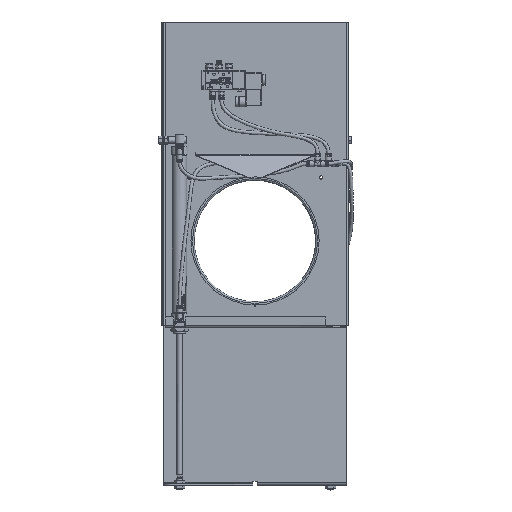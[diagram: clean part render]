
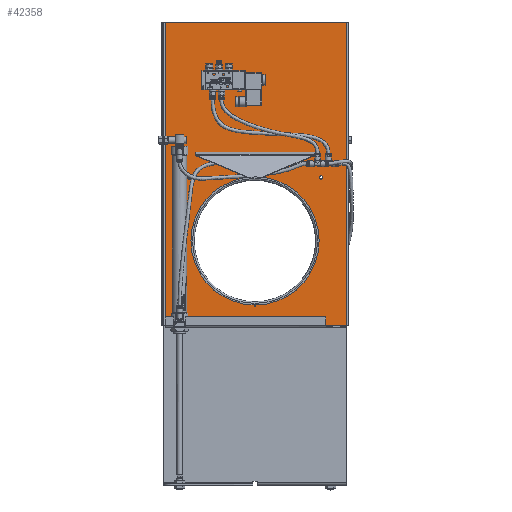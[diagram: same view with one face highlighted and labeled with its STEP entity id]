
A CAD part, top view. The second image highlights one B-rep face of the part: STEP entity #42358.
In plain terms, the highlighted planar face has unit normal (0, 0, 1).
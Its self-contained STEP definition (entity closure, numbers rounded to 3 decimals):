
#3952=FACE_BOUND('',#8291,.T.);
#3953=FACE_BOUND('',#8292,.T.);
#3954=FACE_BOUND('',#8293,.T.);
#3955=FACE_BOUND('',#8294,.T.);
#3956=FACE_BOUND('',#8295,.T.);
#4528=PLANE('',#44975);
#5713=FACE_OUTER_BOUND('',#8290,.T.);
#8290=EDGE_LOOP('',(#29685,#29686,#29687,#29688));
#8291=EDGE_LOOP('',(#29689));
#8292=EDGE_LOOP('',(#29690));
#8293=EDGE_LOOP('',(#29691));
#8294=EDGE_LOOP('',(#29692));
#8295=EDGE_LOOP('',(#29693));
#11369=LINE('',#56681,#14650);
#11371=LINE('',#56688,#14652);
#11387=LINE('',#56725,#14668);
#11401=LINE('',#56761,#14682);
#14650=VECTOR('',#47826,335.);
#14652=VECTOR('',#47832,561.);
#14668=VECTOR('',#47872,335.);
#14682=VECTOR('',#47914,561.);
#17892=CIRCLE('',#44897,3.);
#17894=CIRCLE('',#44900,3.);
#17896=CIRCLE('',#44903,1.5);
#17898=CIRCLE('',#44906,1.5);
#17906=CIRCLE('',#44933,113.5);
#18913=VERTEX_POINT('',#56457);
#18915=VERTEX_POINT('',#56462);
#18917=VERTEX_POINT('',#56467);
#18919=VERTEX_POINT('',#56472);
#18951=VERTEX_POINT('',#56648);
#18958=VERTEX_POINT('',#56670);
#18959=VERTEX_POINT('',#56674);
#18962=VERTEX_POINT('',#56686);
#18971=VERTEX_POINT('',#56723);
#23175=EDGE_CURVE('',#18913,#18913,#17892,.T.);
#23177=EDGE_CURVE('',#18915,#18915,#17894,.T.);
#23179=EDGE_CURVE('',#18917,#18917,#17896,.T.);
#23181=EDGE_CURVE('',#18919,#18919,#17898,.T.);
#23230=EDGE_CURVE('',#18951,#18951,#17906,.T.);
#23246=EDGE_CURVE('',#18959,#18958,#11369,.T.);
#23249=EDGE_CURVE('',#18959,#18962,#11371,.T.);
#23268=EDGE_CURVE('',#18971,#18962,#11387,.T.);
#23286=EDGE_CURVE('',#18971,#18958,#11401,.T.);
#29685=ORIENTED_EDGE('',*,*,#23249,.T.);
#29686=ORIENTED_EDGE('',*,*,#23268,.F.);
#29687=ORIENTED_EDGE('',*,*,#23286,.T.);
#29688=ORIENTED_EDGE('',*,*,#23246,.F.);
#29689=ORIENTED_EDGE('',*,*,#23175,.T.);
#29690=ORIENTED_EDGE('',*,*,#23177,.T.);
#29691=ORIENTED_EDGE('',*,*,#23179,.T.);
#29692=ORIENTED_EDGE('',*,*,#23181,.T.);
#29693=ORIENTED_EDGE('',*,*,#23230,.T.);
#42358=ADVANCED_FACE('',(#5713,#3952,#3953,#3954,#3955,#3956),#4528,.T.);
#44897=AXIS2_PLACEMENT_3D('',#56458,#47681,#47682);
#44900=AXIS2_PLACEMENT_3D('',#56463,#47687,#47688);
#44903=AXIS2_PLACEMENT_3D('',#56468,#47693,#47694);
#44906=AXIS2_PLACEMENT_3D('',#56473,#47699,#47700);
#44933=AXIS2_PLACEMENT_3D('',#56649,#47788,#47789);
#44975=AXIS2_PLACEMENT_3D('',#56762,#47915,#47916);
#47681=DIRECTION('center_axis',(0.,0.,-1.));
#47682=DIRECTION('ref_axis',(1.,0.,0.));
#47687=DIRECTION('center_axis',(0.,0.,-1.));
#47688=DIRECTION('ref_axis',(1.,0.,0.));
#47693=DIRECTION('center_axis',(0.,0.,-1.));
#47694=DIRECTION('ref_axis',(1.,0.,0.));
#47699=DIRECTION('center_axis',(0.,0.,-1.));
#47700=DIRECTION('ref_axis',(1.,0.,0.));
#47788=DIRECTION('center_axis',(0.,0.,-1.));
#47789=DIRECTION('ref_axis',(1.,0.,0.));
#47826=DIRECTION('',(1.,0.,0.));
#47832=DIRECTION('',(0.,-1.,0.));
#47872=DIRECTION('',(-1.,0.,0.));
#47914=DIRECTION('',(0.,1.,0.));
#47915=DIRECTION('center_axis',(0.,0.,1.));
#47916=DIRECTION('ref_axis',(1.,0.,0.));
#56457=CARTESIAN_POINT('',(-118.5,7.,2.));
#56458=CARTESIAN_POINT('Origin',(-121.5,7.,2.));
#56462=CARTESIAN_POINT('',(126.5,7.,2.));
#56463=CARTESIAN_POINT('Origin',(123.5,7.,2.));
#56467=CARTESIAN_POINT('',(2.5,4.5,2.));
#56468=CARTESIAN_POINT('Origin',(1.,4.5,2.));
#56472=CARTESIAN_POINT('',(2.5,244.5,2.));
#56473=CARTESIAN_POINT('Origin',(1.,244.5,2.));
#56648=CARTESIAN_POINT('',(114.5,124.5,2.));
#56649=CARTESIAN_POINT('Origin',(1.,124.5,2.));
#56670=CARTESIAN_POINT('',(167.5,280.5,2.));
#56674=CARTESIAN_POINT('',(-167.5,280.5,2.));
#56681=CARTESIAN_POINT('',(-171.5,280.5,2.));
#56686=CARTESIAN_POINT('',(-167.5,-280.5,2.));
#56688=CARTESIAN_POINT('',(-167.5,140.25,2.));
#56723=CARTESIAN_POINT('',(167.5,-280.5,2.));
#56725=CARTESIAN_POINT('',(171.5,-280.5,2.));
#56761=CARTESIAN_POINT('',(167.5,140.25,2.));
#56762=CARTESIAN_POINT('Origin',(0.,0.,
2.));
